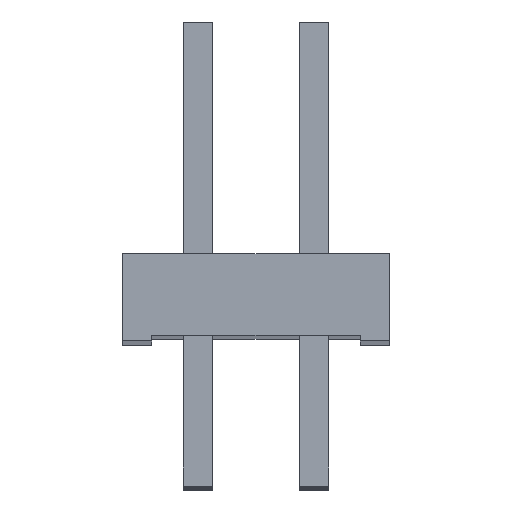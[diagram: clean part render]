
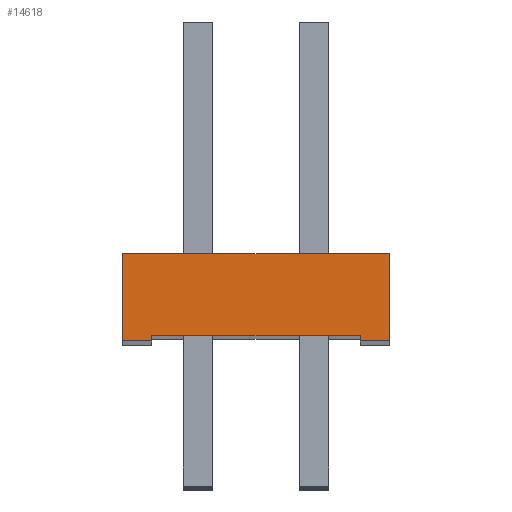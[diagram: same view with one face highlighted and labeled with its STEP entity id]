
A CAD part, top view. The second image highlights one B-rep face of the part: STEP entity #14618.
In plain terms, the highlighted planar face has unit normal (0, 0, 1).
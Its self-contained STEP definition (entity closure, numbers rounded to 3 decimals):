
#273 = VERTEX_POINT ( 'NONE', #9971 ) ;
#374 = CARTESIAN_POINT ( 'NONE',  ( -2.3, 0., 2. ) ) ;
#402 = VERTEX_POINT ( 'NONE', #2218 ) ;
#451 = CARTESIAN_POINT ( 'NONE',  ( 1.8, 0.1, 2. ) ) ;
#584 = FACE_OUTER_BOUND ( 'NONE', #12888, .T. ) ;
#671 = CARTESIAN_POINT ( 'NONE',  ( -1.8, 0., 2. ) ) ;
#747 = EDGE_CURVE ( 'NONE', #3462, #273, #2539, .T. ) ;
#1429 = ORIENTED_EDGE ( 'NONE', *, *, #6061, .T. ) ;
#1570 = CARTESIAN_POINT ( 'NONE',  ( -1.8, 0.1, 2. ) ) ;
#2170 = VERTEX_POINT ( 'NONE', #1570 ) ;
#2218 = CARTESIAN_POINT ( 'NONE',  ( 1.8, 0.1, 2. ) ) ;
#2504 = CARTESIAN_POINT ( 'NONE',  ( 1.8, 0., 2. ) ) ;
#2539 = LINE ( 'NONE', #8071, #11200 ) ;
#2881 = VECTOR ( 'NONE', #6184, 1000. ) ;
#2929 = LINE ( 'NONE', #451, #5362 ) ;
#3462 = VERTEX_POINT ( 'NONE', #374 ) ;
#3627 = EDGE_CURVE ( 'NONE', #2170, #402, #5342, .T. ) ;
#3789 = VERTEX_POINT ( 'NONE', #10048 ) ;
#4447 = VECTOR ( 'NONE', #13511, 1000. ) ;
#5122 = VECTOR ( 'NONE', #14742, 1000. ) ;
#5186 = CARTESIAN_POINT ( 'NONE',  ( 2.3, 1.5, 2. ) ) ;
#5291 = EDGE_CURVE ( 'NONE', #11475, #3462, #9595, .T. ) ;
#5342 = LINE ( 'NONE', #12075, #4447 ) ;
#5362 = VECTOR ( 'NONE', #5879, 1000. ) ;
#5376 = DIRECTION ( 'NONE',  ( 1., 0., 0. ) ) ;
#5481 = VERTEX_POINT ( 'NONE', #10654 ) ;
#5856 = VECTOR ( 'NONE', #13246, 1000. ) ;
#5879 = DIRECTION ( 'NONE',  ( 0., -1., 0. ) ) ;
#6050 = CARTESIAN_POINT ( 'NONE',  ( -1.8, 0., 2. ) ) ;
#6061 = EDGE_CURVE ( 'NONE', #402, #3789, #2929, .T. ) ;
#6184 = DIRECTION ( 'NONE',  ( -1., 0., 0. ) ) ;
#6188 = EDGE_CURVE ( 'NONE', #5481, #8159, #7692, .T. ) ;
#6256 = PLANE ( 'NONE',  #16238 ) ;
#6504 = VECTOR ( 'NONE', #9946, 1000. ) ;
#6905 = EDGE_CURVE ( 'NONE', #8159, #11475, #14206, .T. ) ;
#7158 = ORIENTED_EDGE ( 'NONE', *, *, #6905, .T. ) ;
#7334 = VECTOR ( 'NONE', #9627, 1000. ) ;
#7692 = LINE ( 'NONE', #5186, #5122 ) ;
#8071 = CARTESIAN_POINT ( 'NONE',  ( -2.3, 0., 2. ) ) ;
#8149 = DIRECTION ( 'NONE',  ( 0., 0., 1. ) ) ;
#8159 = VERTEX_POINT ( 'NONE', #8303 ) ;
#8197 = LINE ( 'NONE', #2504, #7334 ) ;
#8303 = CARTESIAN_POINT ( 'NONE',  ( 2.3, 1.5, 2. ) ) ;
#8923 = LINE ( 'NONE', #6050, #5856 ) ;
#9595 = LINE ( 'NONE', #16859, #6504 ) ;
#9627 = DIRECTION ( 'NONE',  ( 1., 0., 0. ) ) ;
#9946 = DIRECTION ( 'NONE',  ( 0., -1., 0. ) ) ;
#9971 = CARTESIAN_POINT ( 'NONE',  ( -1.8, 0., 2. ) ) ;
#10048 = CARTESIAN_POINT ( 'NONE',  ( 1.8, 0., 2. ) ) ;
#10095 = ORIENTED_EDGE ( 'NONE', *, *, #747, .T. ) ;
#10331 = EDGE_CURVE ( 'NONE', #3789, #5481, #8197, .T. ) ;
#10600 = ORIENTED_EDGE ( 'NONE', *, *, #5291, .T. ) ;
#10654 = CARTESIAN_POINT ( 'NONE',  ( 2.3, 0., 2. ) ) ;
#11200 = VECTOR ( 'NONE', #17767, 1000. ) ;
#11392 = CARTESIAN_POINT ( 'NONE',  ( -2.3, 1.5, 2. ) ) ;
#11475 = VERTEX_POINT ( 'NONE', #15138 ) ;
#12075 = CARTESIAN_POINT ( 'NONE',  ( -1.8, 0.1, 2. ) ) ;
#12888 = EDGE_LOOP ( 'NONE', ( #10095, #14473, #17040, #1429, #15196, #14166, #7158, #10600 ) ) ;
#13246 = DIRECTION ( 'NONE',  ( 0., 1., 0. ) ) ;
#13511 = DIRECTION ( 'NONE',  ( 1., 0., 0. ) ) ;
#14166 = ORIENTED_EDGE ( 'NONE', *, *, #6188, .T. ) ;
#14206 = LINE ( 'NONE', #11392, #2881 ) ;
#14473 = ORIENTED_EDGE ( 'NONE', *, *, #17667, .T. ) ;
#14618 = ADVANCED_FACE ( 'NONE', ( #584 ), #6256, .T. ) ;
#14742 = DIRECTION ( 'NONE',  ( 0., 1., 0. ) ) ;
#15138 = CARTESIAN_POINT ( 'NONE',  ( -2.3, 1.5, 2. ) ) ;
#15196 = ORIENTED_EDGE ( 'NONE', *, *, #10331, .T. ) ;
#16238 = AXIS2_PLACEMENT_3D ( 'NONE', #671, #8149, #5376 ) ;
#16859 = CARTESIAN_POINT ( 'NONE',  ( -2.3, 0., 2. ) ) ;
#17040 = ORIENTED_EDGE ( 'NONE', *, *, #3627, .T. ) ;
#17667 = EDGE_CURVE ( 'NONE', #273, #2170, #8923, .T. ) ;
#17767 = DIRECTION ( 'NONE',  ( 1., 0., 0. ) ) ;
